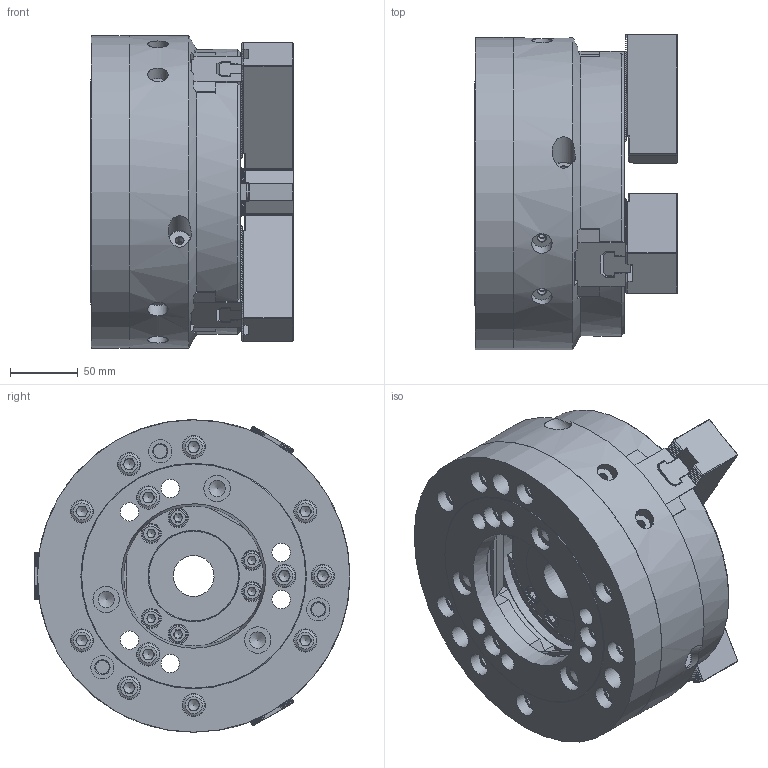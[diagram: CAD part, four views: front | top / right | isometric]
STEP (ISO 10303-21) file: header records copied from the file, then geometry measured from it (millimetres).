
FILE_DESCRIPTION(/* description */ ('Unknown'),/* implementation_level */ '2;1');
FILE_NAME(/* name */ 'HOH-208-Solid',/* time_stamp */ '2019-08-14T14:55:31+01:00',/* author */ ('Unknown'),/* organization */ ('Unknown'),/* preprocessor_version */ 'ST-DEVELOPER v16.7',/* originating_system */ 'DEX',/* authorisation */ $);
FILE_SCHEMA (('AUTOMOTIVE_DESIGN {1 0 10303 214 3 1 1}'));
Products named in the file (1): 61P216925_HOH-208_ASSY
Bounding box: 149.2 x 232.45 x 230 mm (x, y, z)
Volume: 3756923.8 mm3; surface area: 724965.2 mm2
Topology: 51 solids, 51 shells, 3450 faces, 9352 edges, 6107 vertices
Faces by surface type: plane 2785, cylinder 391, cone 250, torus 15, sphere 9
Full cylindrical faces by diameter (mm): 3 x6, 5 x16, 5.5 x3, 6 x13, 6.1 x6, 6.647 x6, 8 x21, 8.5 x12, 9 x6, 9.5 x3, 10 x42, 11 x12, 12 x18, 13 x12, 13.5 x12, 14 x6, 15 x6, 15.7 x6, 16 x27, 17 x18, 18 x6, 19 x6, 19.45 x3, 20 x9, 25 x3, 30 x1, 30.5 x3, 52 x1, 56 x2, 61 x1
Entity records: 104447 total; most frequent: CARTESIAN_POINT 19244, ORIENTED_EDGE 17310, DIRECTION 16628, EDGE_CURVE 8655, LINE 7242, VECTOR 7242, VERTEX_POINT 5997, AXIS2_PLACEMENT_3D 4693
